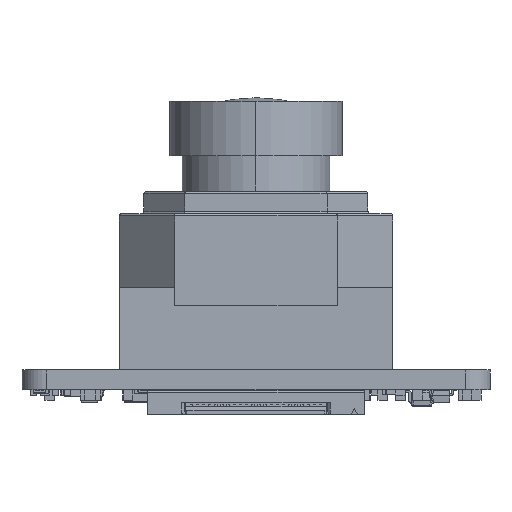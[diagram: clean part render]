
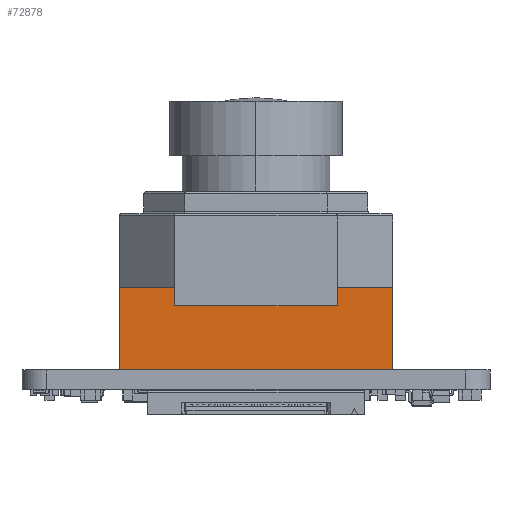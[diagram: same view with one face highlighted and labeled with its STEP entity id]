
A CAD part, front view. The second image highlights one B-rep face of the part: STEP entity #72878.
In plain terms, the highlighted face is planar.
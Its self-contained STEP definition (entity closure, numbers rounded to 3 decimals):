
#5084 = DIRECTION ( 'NONE',  ( -1., 0., 0. ) ) ;
#5559 = ORIENTED_EDGE ( 'NONE', *, *, #94629, .F. ) ;
#6384 = EDGE_CURVE ( 'NONE', #12957, #63751, #57027, .T. ) ;
#6894 = AXIS2_PLACEMENT_3D ( 'NONE', #81536, #58225, #5084 ) ;
#7267 = CARTESIAN_POINT ( 'NONE',  ( -6.6, 5.2, 11.1 ) ) ;
#10940 = DIRECTION ( 'NONE',  ( -1., 0., 0. ) ) ;
#11881 = CARTESIAN_POINT ( 'NONE',  ( 11.1, 0., 11.1 ) ) ;
#12957 = VERTEX_POINT ( 'NONE', #7267 ) ;
#15159 = CARTESIAN_POINT ( 'NONE',  ( 11.1, 0., 11.1 ) ) ;
#19969 = LINE ( 'NONE', #11881, #37903 ) ;
#20138 = DIRECTION ( 'NONE',  ( -1., 0., 0. ) ) ;
#21641 = LINE ( 'NONE', #60590, #99236 ) ;
#22633 = VECTOR ( 'NONE', #83767, 1000. ) ;
#25099 = EDGE_CURVE ( 'NONE', #63714, #39109, #97014, .T. ) ;
#25579 = VERTEX_POINT ( 'NONE', #89294 ) ;
#25703 = CARTESIAN_POINT ( 'NONE',  ( -6.6, 5.2, 11.1 ) ) ;
#29775 = VECTOR ( 'NONE', #87938, 1000. ) ;
#31876 = ORIENTED_EDGE ( 'NONE', *, *, #25099, .F. ) ;
#32207 = LINE ( 'NONE', #77291, #61367 ) ;
#34987 = FACE_OUTER_BOUND ( 'NONE', #95899, .T. ) ;
#37903 = VECTOR ( 'NONE', #51345, 1000. ) ;
#38673 = CARTESIAN_POINT ( 'NONE',  ( 6.6, 6.7, 11.1 ) ) ;
#39109 = VERTEX_POINT ( 'NONE', #66669 ) ;
#39187 = LINE ( 'NONE', #38673, #22633 ) ;
#41296 = CARTESIAN_POINT ( 'NONE',  ( -11.1, 0., 11.1 ) ) ;
#42624 = EDGE_CURVE ( 'NONE', #63714, #25579, #19969, .T. ) ;
#44708 = VERTEX_POINT ( 'NONE', #97470 ) ;
#47382 = DIRECTION ( 'NONE',  ( 0., -1., 0. ) ) ;
#47673 = EDGE_CURVE ( 'NONE', #63751, #90072, #39187, .T. ) ;
#50267 = VERTEX_POINT ( 'NONE', #70708 ) ;
#51345 = DIRECTION ( 'NONE',  ( 0., 1., 0. ) ) ;
#51904 = LINE ( 'NONE', #91897, #94858 ) ;
#52133 = DIRECTION ( 'NONE',  ( 0., 1., 0. ) ) ;
#53298 = EDGE_CURVE ( 'NONE', #39109, #44708, #59706, .T. ) ;
#53422 = ORIENTED_EDGE ( 'NONE', *, *, #6384, .F. ) ;
#54625 = CARTESIAN_POINT ( 'NONE',  ( 6.6, 5.2, 11.1 ) ) ;
#56901 = ORIENTED_EDGE ( 'NONE', *, *, #53298, .F. ) ;
#57027 = LINE ( 'NONE', #25703, #29775 ) ;
#58225 = DIRECTION ( 'NONE',  ( 0., 0., -1. ) ) ;
#58732 = CARTESIAN_POINT ( 'NONE',  ( 6.6, 6.7, 11.1 ) ) ;
#59706 = LINE ( 'NONE', #97740, #90709 ) ;
#59904 = ORIENTED_EDGE ( 'NONE', *, *, #85753, .T. ) ;
#60590 = CARTESIAN_POINT ( 'NONE',  ( -11.1, 6.7, 11.1 ) ) ;
#61367 = VECTOR ( 'NONE', #47382, 1000. ) ;
#62090 = ORIENTED_EDGE ( 'NONE', *, *, #42624, .T. ) ;
#63714 = VERTEX_POINT ( 'NONE', #15159 ) ;
#63751 = VERTEX_POINT ( 'NONE', #54625 ) ;
#65490 = ORIENTED_EDGE ( 'NONE', *, *, #47673, .F. ) ;
#66669 = CARTESIAN_POINT ( 'NONE',  ( -11.1, 0., 11.1 ) ) ;
#70708 = CARTESIAN_POINT ( 'NONE',  ( -6.6, 6.7, 11.1 ) ) ;
#71448 = ORIENTED_EDGE ( 'NONE', *, *, #89254, .T. ) ;
#72878 = ADVANCED_FACE ( 'NONE', ( #34987 ), #96246, .F. ) ;
#77291 = CARTESIAN_POINT ( 'NONE',  ( -6.6, 6.7, 11.1 ) ) ;
#81536 = CARTESIAN_POINT ( 'NONE',  ( -11.1, 0., 11.1 ) ) ;
#83767 = DIRECTION ( 'NONE',  ( 0., 1., 0. ) ) ;
#83814 = DIRECTION ( 'NONE',  ( -1., 0., 0. ) ) ;
#85753 = EDGE_CURVE ( 'NONE', #25579, #90072, #21641, .T. ) ;
#87938 = DIRECTION ( 'NONE',  ( 1., 0., 0. ) ) ;
#89254 = EDGE_CURVE ( 'NONE', #50267, #44708, #51904, .T. ) ;
#89294 = CARTESIAN_POINT ( 'NONE',  ( 11.1, 6.7, 11.1 ) ) ;
#90072 = VERTEX_POINT ( 'NONE', #58732 ) ;
#90709 = VECTOR ( 'NONE', #52133, 1000. ) ;
#91897 = CARTESIAN_POINT ( 'NONE',  ( -11.1, 6.7, 11.1 ) ) ;
#92279 = VECTOR ( 'NONE', #10940, 1000. ) ;
#94629 = EDGE_CURVE ( 'NONE', #50267, #12957, #32207, .T. ) ;
#94858 = VECTOR ( 'NONE', #83814, 1000. ) ;
#95899 = EDGE_LOOP ( 'NONE', ( #53422, #5559, #71448, #56901, #31876, #62090, #59904, #65490 ) ) ;
#96246 = PLANE ( 'NONE',  #6894 ) ;
#97014 = LINE ( 'NONE', #41296, #92279 ) ;
#97470 = CARTESIAN_POINT ( 'NONE',  ( -11.1, 6.7, 11.1 ) ) ;
#97740 = CARTESIAN_POINT ( 'NONE',  ( -11.1, 0., 11.1 ) ) ;
#99236 = VECTOR ( 'NONE', #20138, 1000. ) ;
